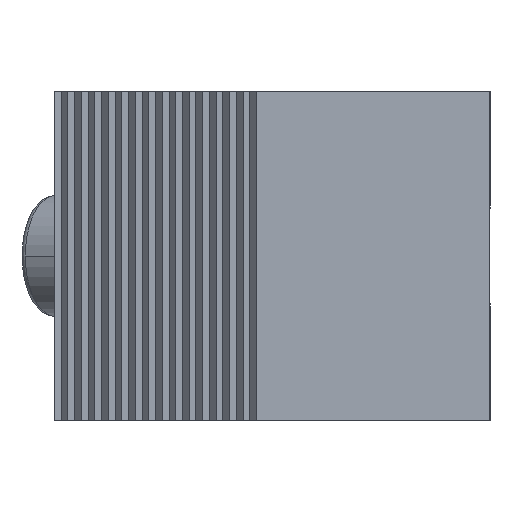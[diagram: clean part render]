
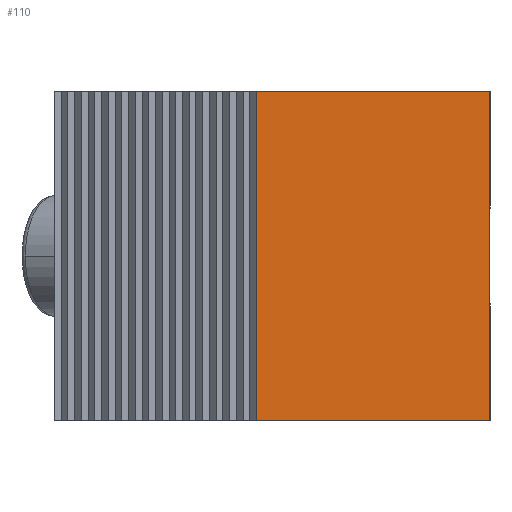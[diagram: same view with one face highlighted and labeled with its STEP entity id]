
A CAD part, left-side view. The second image highlights one B-rep face of the part: STEP entity #110.
In plain terms, the highlighted planar face has unit normal (-1, 0, 0).
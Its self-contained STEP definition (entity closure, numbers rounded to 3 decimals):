
#110=ADVANCED_FACE('',(#245),#246,.T.);
#245=FACE_OUTER_BOUND('',#383,.T.);
#246=PLANE('',#384);
#383=EDGE_LOOP('',(#875,#876,#877,#878));
#384=AXIS2_PLACEMENT_3D('',#879,#880,#881);
#875=ORIENTED_EDGE('',*,*,#1169,.T.);
#876=ORIENTED_EDGE('',*,*,#1170,.F.);
#877=ORIENTED_EDGE('',*,*,#1171,.T.);
#878=ORIENTED_EDGE('',*,*,#1167,.T.);
#879=CARTESIAN_POINT('',(-100.5,0.0,-32.5));
#880=DIRECTION('',(-1.0,0.0,0.0));
#881=DIRECTION('',(0.0,-1.0,0.0));
#1167=EDGE_CURVE('',#1486,#1484,#1487,.T.);
#1169=EDGE_CURVE('',#1484,#1489,#1490,.T.);
#1170=EDGE_CURVE('',#1491,#1489,#1492,.T.);
#1171=EDGE_CURVE('',#1491,#1486,#1493,.T.);
#1484=VERTEX_POINT('',#2025);
#1486=VERTEX_POINT('',#2028);
#1487=LINE('',#2029,#2030);
#1489=VERTEX_POINT('',#2033);
#1490=LINE('',#2034,#2035);
#1491=VERTEX_POINT('',#2036);
#1492=LINE('',#2037,#2038);
#1493=LINE('',#2039,#2040);
#2025=CARTESIAN_POINT('',(-100.5,0.0,32.5));
#2028=CARTESIAN_POINT('',(-100.5,0.0,-32.5));
#2029=CARTESIAN_POINT('',(-100.5,0.0,-32.5));
#2030=VECTOR('',#2277,1.0);
#2033=CARTESIAN_POINT('',(-100.5,46.2,32.5));
#2034=CARTESIAN_POINT('',(-100.5,46.2,32.5));
#2035=VECTOR('',#2279,1.0);
#2036=CARTESIAN_POINT('',(-100.5,46.2,-32.5));
#2037=CARTESIAN_POINT('',(-100.5,46.2,-32.5));
#2038=VECTOR('',#2280,1.0);
#2039=CARTESIAN_POINT('',(-100.5,46.2,-32.5));
#2040=VECTOR('',#2281,1.0);
#2277=DIRECTION('',(0.0,0.0,1.0));
#2279=DIRECTION('',(0.0,1.0,0.0));
#2280=DIRECTION('',(0.0,0.0,1.0));
#2281=DIRECTION('',(0.0,-1.0,0.0));
